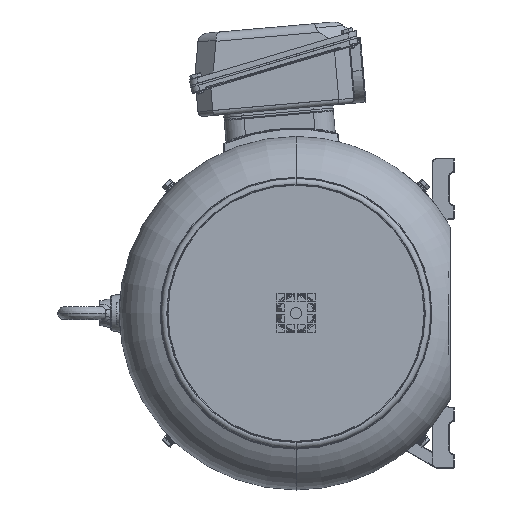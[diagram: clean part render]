
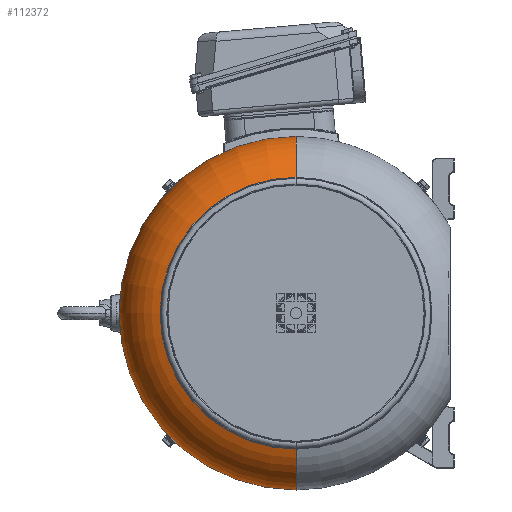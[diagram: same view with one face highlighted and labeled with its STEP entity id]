
A CAD part, left-side view. The second image highlights one B-rep face of the part: STEP entity #112372.
In plain terms, the highlighted toroidal (fillet/blend) face has major radius 116 mm and minor radius 61.5 mm.
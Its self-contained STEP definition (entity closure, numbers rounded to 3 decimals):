
#9733 = DIRECTION ( 'NONE',  ( 0., -1., 0. ) ) ;
#9870 = CIRCLE ( 'NONE', #65358, 177.5 ) ;
#12593 = CIRCLE ( 'NONE', #117250, 61.5 ) ;
#12703 = EDGE_CURVE ( 'NONE', #100000, #121342, #9870, .T. ) ;
#20327 = CIRCLE ( 'NONE', #26454, 136.471 ) ;
#23685 = CARTESIAN_POINT ( 'NONE',  ( -85.8, 0., 0. ) ) ;
#25330 = FACE_OUTER_BOUND ( 'NONE', #86538, .T. ) ;
#26052 = DIRECTION ( 'NONE',  ( 0., 0., 1. ) ) ;
#26454 = AXIS2_PLACEMENT_3D ( 'NONE', #26528, #130547, #82885 ) ;
#26528 = CARTESIAN_POINT ( 'NONE',  ( -143.793, 0., 0. ) ) ;
#36671 = EDGE_CURVE ( 'NONE', #99278, #116182, #20327, .T. ) ;
#42501 = AXIS2_PLACEMENT_3D ( 'NONE', #44420, #9733, #88887 ) ;
#44420 = CARTESIAN_POINT ( 'NONE',  ( -85.8, 0., 116. ) ) ;
#44821 = CARTESIAN_POINT ( 'NONE',  ( -143.793, 0., 136.471 ) ) ;
#46238 = CIRCLE ( 'NONE', #42501, 61.5 ) ;
#49349 = CARTESIAN_POINT ( 'NONE',  ( -85.8, 0., -116. ) ) ;
#51231 = DIRECTION ( 'NONE',  ( -1., 0., 0. ) ) ;
#65358 = AXIS2_PLACEMENT_3D ( 'NONE', #23685, #82018, #127274 ) ;
#71355 = TOROIDAL_SURFACE ( 'NONE', #78498, 116., 61.5 ) ;
#72191 = ORIENTED_EDGE ( 'NONE', *, *, #12703, .T. ) ;
#74422 = DIRECTION ( 'NONE',  ( 0., 0., 1. ) ) ;
#77974 = EDGE_CURVE ( 'NONE', #100000, #99278, #46238, .T. ) ;
#78498 = AXIS2_PLACEMENT_3D ( 'NONE', #96655, #51231, #74422 ) ;
#82018 = DIRECTION ( 'NONE',  ( -1., 0., 0. ) ) ;
#82885 = DIRECTION ( 'NONE',  ( 0., 0., 1. ) ) ;
#84446 = EDGE_CURVE ( 'NONE', #121342, #116182, #12593, .T. ) ;
#86538 = EDGE_LOOP ( 'NONE', ( #72191, #113464, #134108, #93650 ) ) ;
#88887 = DIRECTION ( 'NONE',  ( 0., 0., -1. ) ) ;
#93650 = ORIENTED_EDGE ( 'NONE', *, *, #77974, .F. ) ;
#96655 = CARTESIAN_POINT ( 'NONE',  ( -85.8, 0., 0. ) ) ;
#99278 = VERTEX_POINT ( 'NONE', #44821 ) ;
#100000 = VERTEX_POINT ( 'NONE', #134838 ) ;
#105745 = DIRECTION ( 'NONE',  ( 0., 1., 0. ) ) ;
#106652 = CARTESIAN_POINT ( 'NONE',  ( -85.8, 0., -177.5 ) ) ;
#112372 = ADVANCED_FACE ( 'NONE', ( #25330 ), #71355, .T. ) ;
#113464 = ORIENTED_EDGE ( 'NONE', *, *, #84446, .T. ) ;
#116182 = VERTEX_POINT ( 'NONE', #138331 ) ;
#117250 = AXIS2_PLACEMENT_3D ( 'NONE', #49349, #105745, #26052 ) ;
#121342 = VERTEX_POINT ( 'NONE', #106652 ) ;
#127274 = DIRECTION ( 'NONE',  ( 0., 0., 1. ) ) ;
#130547 = DIRECTION ( 'NONE',  ( -1., 0., 0. ) ) ;
#134108 = ORIENTED_EDGE ( 'NONE', *, *, #36671, .F. ) ;
#134838 = CARTESIAN_POINT ( 'NONE',  ( -85.8, 0., 177.5 ) ) ;
#138331 = CARTESIAN_POINT ( 'NONE',  ( -143.793, 0., -136.471 ) ) ;
